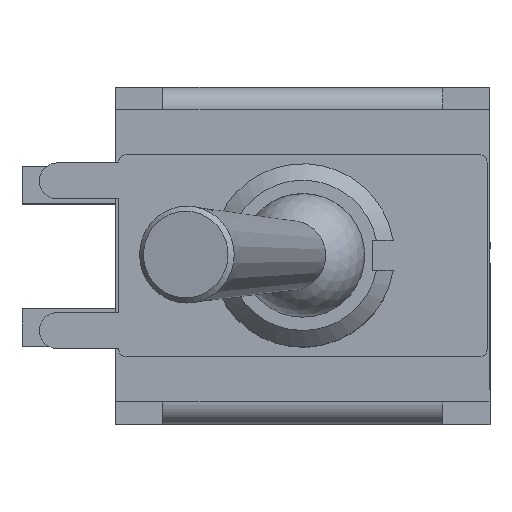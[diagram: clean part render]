
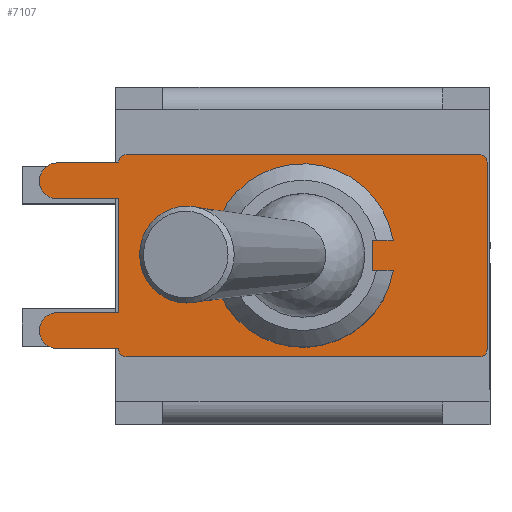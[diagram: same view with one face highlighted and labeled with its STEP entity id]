
A CAD part, top view. The second image highlights one B-rep face of the part: STEP entity #7107.
In plain terms, the highlighted planar face has unit normal (0, 0, 1).
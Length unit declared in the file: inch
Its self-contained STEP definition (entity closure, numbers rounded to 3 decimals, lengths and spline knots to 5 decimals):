
#76=FACE_BOUND('',#1023,.T.);
#229=PLANE('',#7665);
#602=FACE_OUTER_BOUND('',#1022,.T.);
#1022=EDGE_LOOP('',(#5472,#5473,#5474,#5475,#5476,#5477,#5478,#5479,#5480,
#5481,#5482,#5483,#5484,#5485,#5486,#5487));
#1023=EDGE_LOOP('',(#5488,#5489,#5490,#5491));
#1544=LINE('',#10679,#2374);
#1545=LINE('',#10681,#2375);
#1546=LINE('',#10685,#2376);
#1547=LINE('',#10687,#2377);
#1548=LINE('',#10689,#2378);
#1549=LINE('',#10693,#2379);
#1550=LINE('',#10695,#2380);
#1551=LINE('',#10699,#2381);
#1552=LINE('',#10703,#2382);
#1553=LINE('',#10706,#2383);
#1554=LINE('',#10709,#2384);
#1555=LINE('',#10711,#2385);
#1556=LINE('',#10713,#2386);
#2374=VECTOR('',#8763,0.3937);
#2375=VECTOR('',#8764,0.3937);
#2376=VECTOR('',#8767,0.3937);
#2377=VECTOR('',#8768,0.3937);
#2378=VECTOR('',#8769,0.3937);
#2379=VECTOR('',#8772,0.3937);
#2380=VECTOR('',#8773,0.3937);
#2381=VECTOR('',#8776,0.3937);
#2382=VECTOR('',#8779,0.3937);
#2383=VECTOR('',#8782,0.3937);
#2384=VECTOR('',#8783,0.3937);
#2385=VECTOR('',#8784,0.3937);
#2386=VECTOR('',#8785,0.3937);
#3058=CIRCLE('',#7666,0.00984);
#3059=CIRCLE('',#7667,0.02402);
#3060=CIRCLE('',#7668,0.02402);
#3061=CIRCLE('',#7669,0.00984);
#3062=CIRCLE('',#7670,0.00984);
#3063=CIRCLE('',#7671,0.00984);
#3064=CIRCLE('',#7672,0.12244);
#3322=VERTEX_POINT('',#10675);
#3323=VERTEX_POINT('',#10676);
#3324=VERTEX_POINT('',#10678);
#3325=VERTEX_POINT('',#10680);
#3326=VERTEX_POINT('',#10682);
#3327=VERTEX_POINT('',#10684);
#3328=VERTEX_POINT('',#10686);
#3329=VERTEX_POINT('',#10688);
#3330=VERTEX_POINT('',#10690);
#3331=VERTEX_POINT('',#10692);
#3332=VERTEX_POINT('',#10694);
#3333=VERTEX_POINT('',#10696);
#3334=VERTEX_POINT('',#10698);
#3335=VERTEX_POINT('',#10700);
#3336=VERTEX_POINT('',#10702);
#3337=VERTEX_POINT('',#10704);
#3338=VERTEX_POINT('',#10707);
#3339=VERTEX_POINT('',#10708);
#3340=VERTEX_POINT('',#10710);
#3341=VERTEX_POINT('',#10712);
#4123=EDGE_CURVE('',#3322,#3323,#3058,.T.);
#4124=EDGE_CURVE('',#3324,#3322,#1544,.T.);
#4125=EDGE_CURVE('',#3325,#3324,#1545,.T.);
#4126=EDGE_CURVE('',#3326,#3325,#3059,.T.);
#4127=EDGE_CURVE('',#3327,#3326,#1546,.T.);
#4128=EDGE_CURVE('',#3328,#3327,#1547,.T.);
#4129=EDGE_CURVE('',#3329,#3328,#1548,.T.);
#4130=EDGE_CURVE('',#3330,#3329,#3060,.T.);
#4131=EDGE_CURVE('',#3331,#3330,#1549,.T.);
#4132=EDGE_CURVE('',#3332,#3331,#1550,.T.);
#4133=EDGE_CURVE('',#3333,#3332,#3061,.T.);
#4134=EDGE_CURVE('',#3334,#3333,#1551,.T.);
#4135=EDGE_CURVE('',#3335,#3334,#3062,.T.);
#4136=EDGE_CURVE('',#3336,#3335,#1552,.T.);
#4137=EDGE_CURVE('',#3337,#3336,#3063,.T.);
#4138=EDGE_CURVE('',#3323,#3337,#1553,.T.);
#4139=EDGE_CURVE('',#3338,#3339,#1554,.T.);
#4140=EDGE_CURVE('',#3340,#3338,#1555,.T.);
#4141=EDGE_CURVE('',#3341,#3340,#1556,.T.);
#4142=EDGE_CURVE('',#3339,#3341,#3064,.T.);
#5472=ORIENTED_EDGE('',*,*,#4123,.F.);
#5473=ORIENTED_EDGE('',*,*,#4124,.F.);
#5474=ORIENTED_EDGE('',*,*,#4125,.F.);
#5475=ORIENTED_EDGE('',*,*,#4126,.F.);
#5476=ORIENTED_EDGE('',*,*,#4127,.F.);
#5477=ORIENTED_EDGE('',*,*,#4128,.F.);
#5478=ORIENTED_EDGE('',*,*,#4129,.F.);
#5479=ORIENTED_EDGE('',*,*,#4130,.F.);
#5480=ORIENTED_EDGE('',*,*,#4131,.F.);
#5481=ORIENTED_EDGE('',*,*,#4132,.F.);
#5482=ORIENTED_EDGE('',*,*,#4133,.F.);
#5483=ORIENTED_EDGE('',*,*,#4134,.F.);
#5484=ORIENTED_EDGE('',*,*,#4135,.F.);
#5485=ORIENTED_EDGE('',*,*,#4136,.F.);
#5486=ORIENTED_EDGE('',*,*,#4137,.F.);
#5487=ORIENTED_EDGE('',*,*,#4138,.F.);
#5488=ORIENTED_EDGE('',*,*,#4139,.F.);
#5489=ORIENTED_EDGE('',*,*,#4140,.F.);
#5490=ORIENTED_EDGE('',*,*,#4141,.F.);
#5491=ORIENTED_EDGE('',*,*,#4142,.F.);
#7107=ADVANCED_FACE('',(#602,#76),#229,.T.);
#7665=AXIS2_PLACEMENT_3D('',#10674,#8759,#8760);
#7666=AXIS2_PLACEMENT_3D('',#10677,#8761,#8762);
#7667=AXIS2_PLACEMENT_3D('',#10683,#8765,#8766);
#7668=AXIS2_PLACEMENT_3D('',#10691,#8770,#8771);
#7669=AXIS2_PLACEMENT_3D('',#10697,#8774,#8775);
#7670=AXIS2_PLACEMENT_3D('',#10701,#8777,#8778);
#7671=AXIS2_PLACEMENT_3D('',#10705,#8780,#8781);
#7672=AXIS2_PLACEMENT_3D('',#10714,#8786,#8787);
#8759=DIRECTION('center_axis',(0.,0.,
1.));
#8760=DIRECTION('ref_axis',(-1.,0.,0.));
#8761=DIRECTION('center_axis',(0.,0.,
-1.));
#8762=DIRECTION('ref_axis',(-0.707,0.707,0.));
#8763=DIRECTION('',(0.,1.,0.));
#8764=DIRECTION('',(1.,0.,0.));
#8765=DIRECTION('center_axis',(0.,0.,
-1.));
#8766=DIRECTION('ref_axis',(0.,1.,0.));
#8767=DIRECTION('',(-1.,0.,0.));
#8768=DIRECTION('',(0.,1.,0.));
#8769=DIRECTION('',(1.,0.,0.));
#8770=DIRECTION('center_axis',(0.,0.,
-1.));
#8771=DIRECTION('ref_axis',(0.,1.,0.));
#8772=DIRECTION('',(-1.,0.,0.));
#8773=DIRECTION('',(0.,1.,0.));
#8774=DIRECTION('center_axis',(0.,0.,
-1.));
#8775=DIRECTION('ref_axis',(-0.707,-0.707,0.));
#8776=DIRECTION('',(-1.,0.,0.));
#8777=DIRECTION('center_axis',(0.,0.,
-1.));
#8778=DIRECTION('ref_axis',(0.707,-0.707,0.));
#8779=DIRECTION('',(0.,-1.,0.));
#8780=DIRECTION('center_axis',(0.,0.,
-1.));
#8781=DIRECTION('ref_axis',(0.707,0.707,0.));
#8782=DIRECTION('',(1.,0.,0.));
#8783=DIRECTION('',(1.,0.,0.));
#8784=DIRECTION('',(0.,1.,0.));
#8785=DIRECTION('',(-1.,0.,0.));
#8786=DIRECTION('center_axis',(0.,0.,
1.));
#8787=DIRECTION('ref_axis',(0.986,0.164,0.));
#10674=CARTESIAN_POINT('Origin',(-0.06395,0.,
0.36969));
#10675=CARTESIAN_POINT('',(-0.24606,0.1252,0.36969));
#10676=CARTESIAN_POINT('',(-0.23622,0.13504,0.36969));
#10677=CARTESIAN_POINT('Origin',(-0.23622,0.1252,0.36969));
#10678=CARTESIAN_POINT('',(-0.24606,0.12402,0.36969));
#10679=CARTESIAN_POINT('',(-0.24606,0.13504,0.36969));
#10680=CARTESIAN_POINT('',(-0.32795,0.12402,0.36969));
#10681=CARTESIAN_POINT('',(-0.24606,0.12402,0.36969));
#10682=CARTESIAN_POINT('',(-0.32795,0.07598,0.36969));
#10683=CARTESIAN_POINT('Origin',(-0.32795,0.1,
0.36969));
#10684=CARTESIAN_POINT('',(-0.24606,0.07598,0.36969));
#10685=CARTESIAN_POINT('',(-0.32795,0.07598,0.36969));
#10686=CARTESIAN_POINT('',(-0.24606,-0.07598,0.36969));
#10687=CARTESIAN_POINT('',(-0.24606,0.07598,0.36969));
#10688=CARTESIAN_POINT('',(-0.32795,-0.07598,0.36969));
#10689=CARTESIAN_POINT('',(-0.24606,-0.07598,0.36969));
#10690=CARTESIAN_POINT('',(-0.32795,-0.12402,0.36969));
#10691=CARTESIAN_POINT('Origin',(-0.32795,-0.1,
0.36969));
#10692=CARTESIAN_POINT('',(-0.24606,-0.12402,0.36969));
#10693=CARTESIAN_POINT('',(-0.32795,-0.12402,0.36969));
#10694=CARTESIAN_POINT('',(-0.24606,-0.1252,0.36969));
#10695=CARTESIAN_POINT('',(-0.24606,-0.12402,0.36969));
#10696=CARTESIAN_POINT('',(-0.23622,-0.13504,0.36969));
#10697=CARTESIAN_POINT('Origin',(-0.23622,-0.1252,
0.36969));
#10698=CARTESIAN_POINT('',(0.23622,-0.13504,0.36969));
#10699=CARTESIAN_POINT('',(-0.24606,-0.13504,0.36969));
#10700=CARTESIAN_POINT('',(0.24606,-0.1252,0.36969));
#10701=CARTESIAN_POINT('Origin',(0.23622,-0.1252,0.36969));
#10702=CARTESIAN_POINT('',(0.24606,0.1252,0.36969));
#10703=CARTESIAN_POINT('',(0.24606,-0.13504,0.36969));
#10704=CARTESIAN_POINT('',(0.23622,0.13504,0.36969));
#10705=CARTESIAN_POINT('Origin',(0.23622,0.1252,0.36969));
#10706=CARTESIAN_POINT('',(0.24606,0.13504,0.36969));
#10707=CARTESIAN_POINT('',(0.09283,0.02008,0.36969));
#10708=CARTESIAN_POINT('',(0.12078,0.02008,0.36969));
#10709=CARTESIAN_POINT('',(0.09283,0.02008,0.36969));
#10710=CARTESIAN_POINT('',(0.09283,-0.02008,0.36969));
#10711=CARTESIAN_POINT('',(0.09283,-0.02008,0.36969));
#10712=CARTESIAN_POINT('',(0.12078,-0.02008,0.36969));
#10713=CARTESIAN_POINT('',(0.12078,-0.02008,0.36969));
#10714=CARTESIAN_POINT('Origin',(0.,0.,
0.36969));
